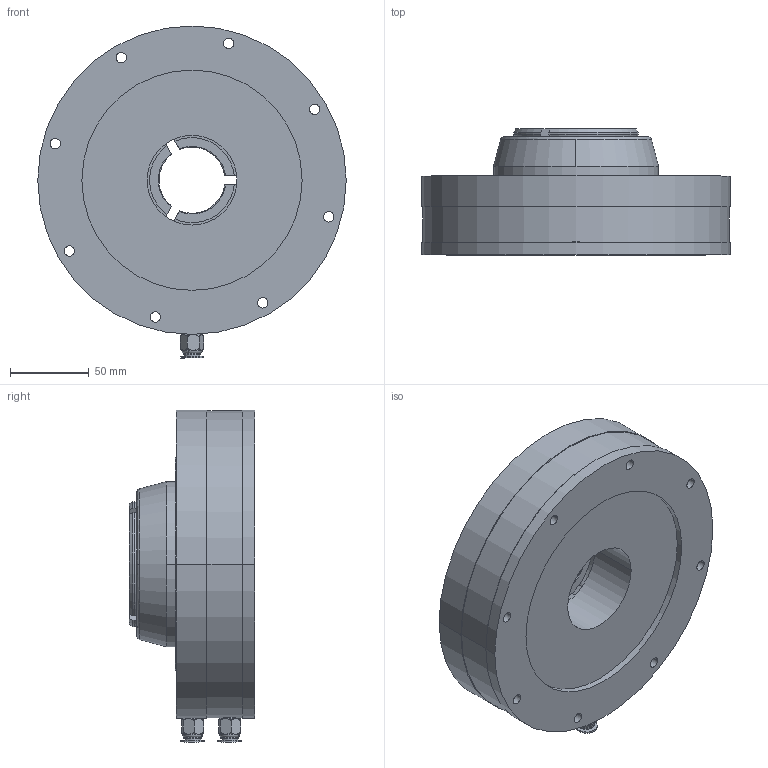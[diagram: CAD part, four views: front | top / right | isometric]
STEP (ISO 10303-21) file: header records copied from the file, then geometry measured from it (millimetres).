
FILE_DESCRIPTION (( 'STEP AP214' ), '1' );
FILE_NAME ('GCB-42R+SK42.STEP', '2025-02-24T02:32:11', ( '' ), ( '' ), 'SwSTEP 2.0', 'SolidWorks 2023', '' );
FILE_SCHEMA (( 'AUTOMOTIVE_DESIGN' ));
Length unit declared in the file: millimetre
Products named in the file (3): GCB-42R; GCB-42R+SK42; SK42 橡胶筒夹
Assembly tree (2 placements, depth 2):
  GCB-42R+SK42
    GCB-42R
    SK42 橡胶筒夹
Bounding box: 196 x 80 x 211 mm (x, y, z)
Volume: 1476562.1 mm3; surface area: 144731.2 mm2
Topology: 6 solids, 6 shells, 704 faces, 1787 edges, 1164 vertices
Faces by surface type: plane 394, cylinder 155, bspline 101, cone 32, torus 22
Full cylindrical faces by diameter (mm): 8.5 x3
Entity records: 37348 total; most frequent: CARTESIAN_POINT 14248, ORIENTED_EDGE 3518, DIRECTION 2902, EDGE_CURVE 1759, VERTEX_POINT 1156, LINE 1058, VECTOR 1058, AXIS2_PLACEMENT_3D 922
